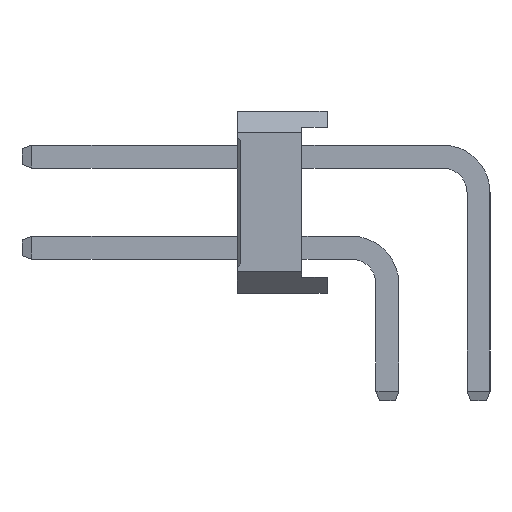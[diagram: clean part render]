
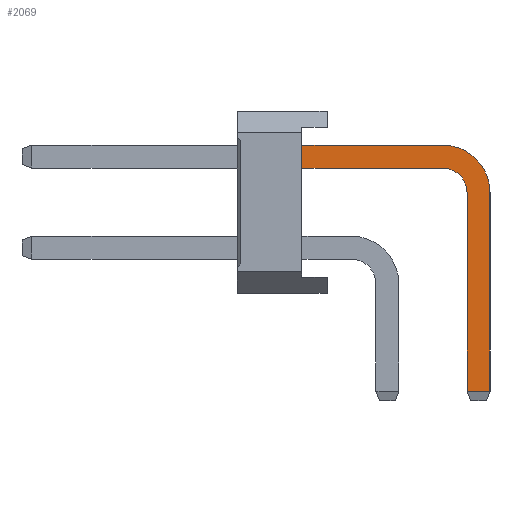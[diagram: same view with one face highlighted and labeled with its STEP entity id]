
A CAD part, left-side view. The second image highlights one B-rep face of the part: STEP entity #2069.
In plain terms, the highlighted planar face has unit normal (-1, 0, 0).
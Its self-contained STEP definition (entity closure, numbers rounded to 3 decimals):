
#2069=ADVANCED_FACE('',(#6551),#6553,.T.);
#6551=FACE_BOUND('',#6552,.T.);
#6552=EDGE_LOOP('',(#10089,#10090,#10091,#10092,#10093,#10094,#10095,#10096));
#6553=PLANE('',#6554);
#6554=AXIS2_PLACEMENT_3D('',#6555,#6556,#6557);
#6555=CARTESIAN_POINT('',(-0.32,-2.22,-3.));
#6556=DIRECTION('',(-1.,0.,0.));
#6557=DIRECTION('',(0.,-1.,0.));
#10089=ORIENTED_EDGE('',*,*,#12250,.T.);
#10090=ORIENTED_EDGE('',*,*,#12251,.T.);
#10091=ORIENTED_EDGE('',*,*,#12252,.T.);
#10092=ORIENTED_EDGE('',*,*,#12253,.T.);
#10093=ORIENTED_EDGE('',*,*,#11675,.T.);
#10094=ORIENTED_EDGE('',*,*,#12249,.F.);
#10095=ORIENTED_EDGE('',*,*,#12254,.F.);
#10096=ORIENTED_EDGE('',*,*,#12255,.F.);
#11675=EDGE_CURVE('',#13270,#13268,#13271,.T.);
#12249=EDGE_CURVE('',#14174,#13268,#14176,.T.);
#12250=EDGE_CURVE('',#14177,#14178,#14179,.T.);
#12251=EDGE_CURVE('',#14178,#14180,#14181,.T.);
#12252=EDGE_CURVE('',#14180,#14182,#14183,.T.);
#12253=EDGE_CURVE('',#14182,#13270,#14184,.T.);
#12254=EDGE_CURVE('',#14185,#14174,#14186,.T.);
#12255=EDGE_CURVE('',#14177,#14185,#14187,.T.);
#13268=VERTEX_POINT('',#15962);
#13270=VERTEX_POINT('',#15966);
#13271=LINE('',#15967,#15968);
#14174=VERTEX_POINT('',#18054);
#14176=LINE('',#18058,#18059);
#14177=VERTEX_POINT('',#18061);
#14178=VERTEX_POINT('',#18062);
#14179=LINE('',#18063,#18064);
#14180=VERTEX_POINT('',#18066);
#14181=LINE('',#18067,#18068);
#14182=VERTEX_POINT('',#18070);
#14183=CIRCLE('',#18071,1.32);
#14184=LINE('',#18075,#18076);
#14185=VERTEX_POINT('',#18078);
#14186=CIRCLE('',#18079,0.68);
#14187=LINE('',#18083,#18084);
#15962=CARTESIAN_POINT('',(-0.32,2.38,3.49));
#15966=CARTESIAN_POINT('',(-0.32,2.38,4.13));
#15967=CARTESIAN_POINT('',(-0.32,2.38,4.13));
#15968=VECTOR('',#15969,1.);
#15969=DIRECTION('',(0.,0.,-1.));
#18054=CARTESIAN_POINT('',(-0.32,-1.54,3.49));
#18058=CARTESIAN_POINT('',(-0.32,-1.54,3.49));
#18059=VECTOR('',#18060,1.);
#18060=DIRECTION('',(0.,1.,0.));
#18061=CARTESIAN_POINT('',(-0.32,-2.22,-2.725));
#18062=CARTESIAN_POINT('',(-0.32,-2.86,-2.725));
#18063=CARTESIAN_POINT('',(-0.32,-2.22,-2.725));
#18064=VECTOR('',#18065,1.);
#18065=DIRECTION('',(0.,-1.,0.));
#18066=CARTESIAN_POINT('',(-0.32,-2.86,2.81));
#18067=CARTESIAN_POINT('',(-0.32,-2.86,-2.725));
#18068=VECTOR('',#18069,1.);
#18069=DIRECTION('',(0.,0.,1.));
#18070=CARTESIAN_POINT('',(-0.32,-1.54,4.13));
#18071=AXIS2_PLACEMENT_3D('',#18072,#18073,#18074);
#18072=CARTESIAN_POINT('',(-0.32,-1.54,2.81));
#18073=DIRECTION('',(-1.,0.,0.));
#18074=DIRECTION('',(0.,-1.,0.));
#18075=CARTESIAN_POINT('',(-0.32,-1.54,4.13));
#18076=VECTOR('',#18077,1.);
#18077=DIRECTION('',(0.,1.,0.));
#18078=CARTESIAN_POINT('',(-0.32,-2.22,2.81));
#18079=AXIS2_PLACEMENT_3D('',#18080,#18081,#18082);
#18080=CARTESIAN_POINT('',(-0.32,-1.54,2.81));
#18081=DIRECTION('',(-1.,0.,0.));
#18082=DIRECTION('',(0.,-1.,0.));
#18083=CARTESIAN_POINT('',(-0.32,-2.22,-2.725));
#18084=VECTOR('',#18085,1.);
#18085=DIRECTION('',(0.,0.,1.));
